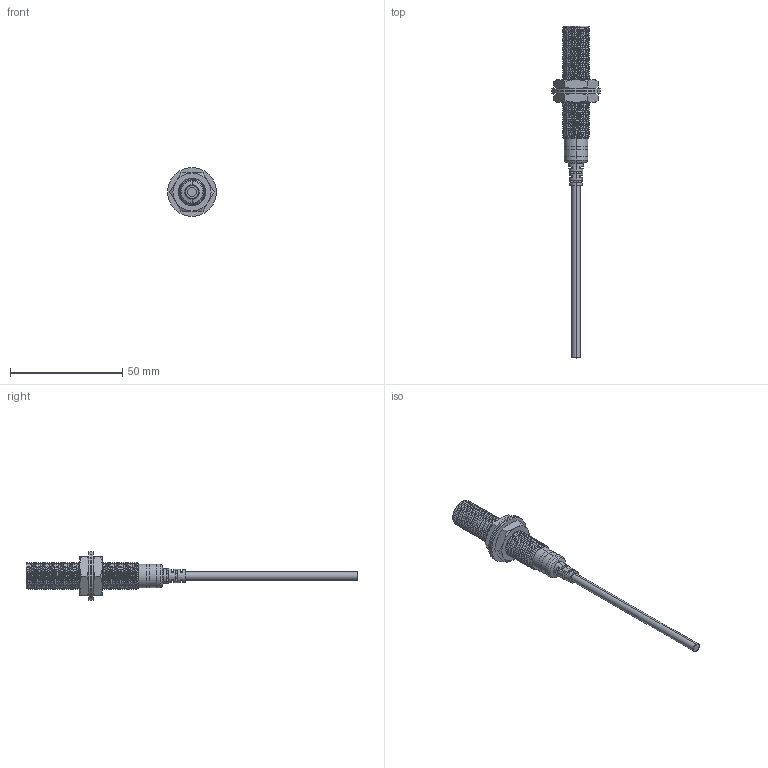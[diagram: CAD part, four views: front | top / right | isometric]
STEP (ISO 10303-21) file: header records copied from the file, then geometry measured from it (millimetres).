
FILE_DESCRIPTION (( 'STEP AP203' ), '1' );
FILE_NAME ('I1250F4XX.STEP', '2025-09-29T01:09:38', ( 'User' ), ( 'China' ), 'SwSTEP 2.0', 'SolidWorks 2016', '' );
FILE_SCHEMA (( 'CONFIG_CONTROL_DESIGN' ));
Products named in the file (1): I1250F4XX
Bounding box: 21.7 x 148.1 x 21.7 mm (x, y, z)
Volume: 8649.5 mm3; surface area: 7608.4 mm2
Topology: 5 solids, 6 shells, 461 faces, 1302 edges, 852 vertices
Faces by surface type: cylinder 282, plane 123, cone 50, bspline 6
Entity records: 36808 total; most frequent: CARTESIAN_POINT 25693, ORIENTED_EDGE 2604, DIRECTION 1864, EDGE_CURVE 1302, VERTEX_POINT 852, AXIS2_PLACEMENT_3D 658, B_SPLINE_CURVE_WITH_KNOTS 552, VECTOR 548
